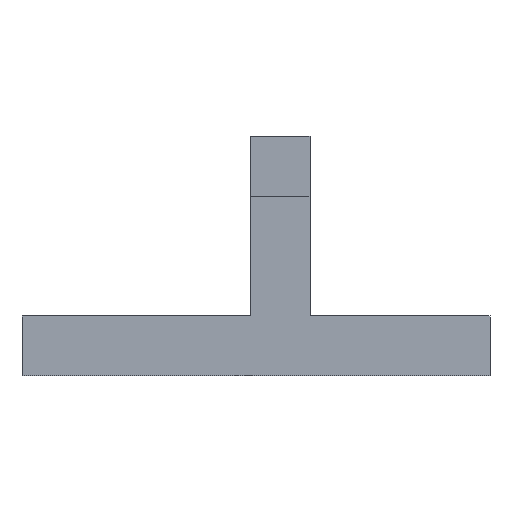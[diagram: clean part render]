
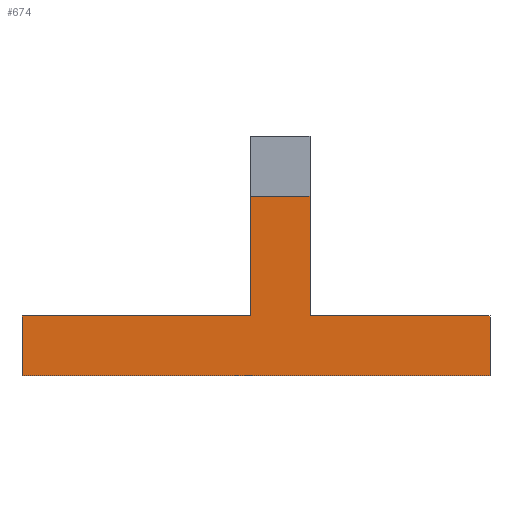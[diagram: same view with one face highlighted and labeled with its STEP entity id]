
A CAD part, front view. The second image highlights one B-rep face of the part: STEP entity #674.
In plain terms, the highlighted planar face has unit normal (0, -1, 0).
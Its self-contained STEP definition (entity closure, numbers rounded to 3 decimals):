
#33=LINE('',#892,#83);
#44=LINE('',#917,#94);
#50=LINE('',#928,#100);
#51=LINE('',#929,#101);
#52=LINE('',#931,#102);
#53=LINE('',#933,#103);
#54=LINE('',#935,#104);
#55=LINE('',#937,#105);
#83=VECTOR('',#754,1000.);
#94=VECTOR('',#769,1000.);
#100=VECTOR('',#779,1000.);
#101=VECTOR('',#780,1000.);
#102=VECTOR('',#781,1000.);
#103=VECTOR('',#782,1000.);
#104=VECTOR('',#783,1000.);
#105=VECTOR('',#784,1000.);
#154=ORIENTED_EDGE('',*,*,#282,.F.);
#155=ORIENTED_EDGE('',*,*,#264,.T.);
#156=ORIENTED_EDGE('',*,*,#283,.T.);
#157=ORIENTED_EDGE('',*,*,#284,.T.);
#158=ORIENTED_EDGE('',*,*,#285,.T.);
#159=ORIENTED_EDGE('',*,*,#286,.T.);
#160=ORIENTED_EDGE('',*,*,#287,.T.);
#161=ORIENTED_EDGE('',*,*,#276,.T.);
#264=EDGE_CURVE('',#330,#329,#33,.T.);
#276=EDGE_CURVE('',#342,#341,#44,.T.);
#282=EDGE_CURVE('',#330,#341,#50,.T.);
#283=EDGE_CURVE('',#329,#345,#51,.T.);
#284=EDGE_CURVE('',#345,#346,#52,.T.);
#285=EDGE_CURVE('',#346,#347,#53,.T.);
#286=EDGE_CURVE('',#347,#348,#54,.T.);
#287=EDGE_CURVE('',#348,#342,#55,.T.);
#329=VERTEX_POINT('',#891);
#330=VERTEX_POINT('',#893);
#341=VERTEX_POINT('',#916);
#342=VERTEX_POINT('',#918);
#345=VERTEX_POINT('',#930);
#346=VERTEX_POINT('',#932);
#347=VERTEX_POINT('',#934);
#348=VERTEX_POINT('',#936);
#390=EDGE_LOOP('',(#154,#155,#156,#157,#158,#159,#160,#161));
#432=FACE_BOUND('',#390,.T.);
#472=PLANE('',#707);
#674=ADVANCED_FACE('',(#432),#472,.F.);
#707=AXIS2_PLACEMENT_3D('',#927,#777,#778);
#754=DIRECTION('',(0.,0.,-1.));
#769=DIRECTION('',(0.,0.,1.));
#777=DIRECTION('',(0.,1.,0.));
#778=DIRECTION('',(0.,0.,1.));
#779=DIRECTION('',(1.,0.,0.));
#780=DIRECTION('',(-1.,0.,0.));
#781=DIRECTION('',(0.,0.,-1.));
#782=DIRECTION('',(1.,0.,0.));
#783=DIRECTION('',(0.,0.,1.));
#784=DIRECTION('',(-1.,0.,0.));
#891=CARTESIAN_POINT('',(-29.5,-85.,-10.));
#892=CARTESIAN_POINT('',(-29.5,-85.,20.));
#893=CARTESIAN_POINT('',(-29.5,-85.,10.));
#916=CARTESIAN_POINT('',(-19.5,-85.,10.));
#917=CARTESIAN_POINT('',(-19.5,-85.,-10.));
#918=CARTESIAN_POINT('',(-19.5,-85.,-10.));
#927=CARTESIAN_POINT('',(0.,-85.,0.));
#928=CARTESIAN_POINT('',(-29.5,-85.,10.));
#929=CARTESIAN_POINT('',(-29.5,-85.,-10.));
#930=CARTESIAN_POINT('',(-67.5,-85.,-10.));
#931=CARTESIAN_POINT('',(-67.5,-85.,-10.));
#932=CARTESIAN_POINT('',(-67.5,-85.,-20.));
#933=CARTESIAN_POINT('',(-67.5,-85.,-20.));
#934=CARTESIAN_POINT('',(10.5,-85.,-20.));
#935=CARTESIAN_POINT('',(10.5,-85.,-10.));
#936=CARTESIAN_POINT('',(10.5,-85.,-10.));
#937=CARTESIAN_POINT('',(-19.5,-85.,-10.));
